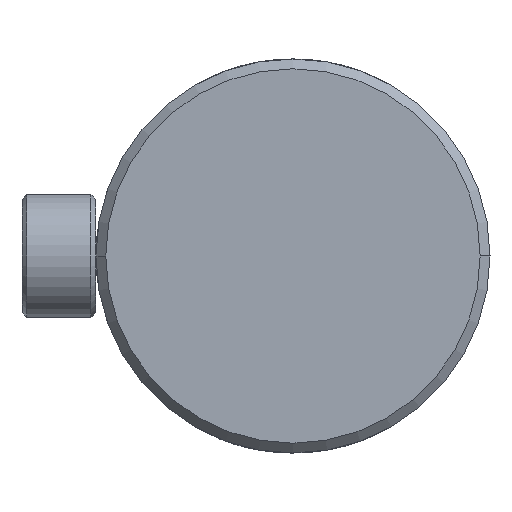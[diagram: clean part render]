
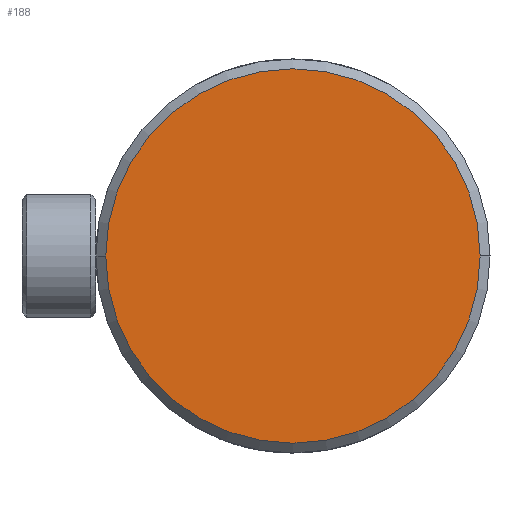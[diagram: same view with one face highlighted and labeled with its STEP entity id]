
A CAD part, left-side view. The second image highlights one B-rep face of the part: STEP entity #188.
In plain terms, the highlighted planar face has unit normal (-1, 0, 0).
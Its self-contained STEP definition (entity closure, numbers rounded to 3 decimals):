
#187 = CARTESIAN_POINT ( 'NONE',  ( -58., 0., 0. ) ) ;
#188 = ADVANCED_FACE ( 'NONE', ( #1876 ), #2884, .T. ) ;
#367 = AXIS2_PLACEMENT_3D ( 'NONE', #3703, #2560, #1022 ) ;
#501 = DIRECTION ( 'NONE',  ( 0., 1., 0. ) ) ;
#607 = CIRCLE ( 'NONE', #2172, 38. ) ;
#699 = DIRECTION ( 'NONE',  ( 0., -1., 0. ) ) ;
#913 = DIRECTION ( 'NONE',  ( -1., 0., 0. ) ) ;
#950 = EDGE_LOOP ( 'NONE', ( #2258, #2376 ) ) ;
#1022 = DIRECTION ( 'NONE',  ( 0., 1., 0. ) ) ;
#1876 = FACE_OUTER_BOUND ( 'NONE', #950, .T. ) ;
#1909 = EDGE_CURVE ( 'NONE', #3376, #2591, #2226, .T. ) ;
#2172 = AXIS2_PLACEMENT_3D ( 'NONE', #187, #2499, #501 ) ;
#2226 = CIRCLE ( 'NONE', #367, 38. ) ;
#2256 = AXIS2_PLACEMENT_3D ( 'NONE', #2340, #913, #699 ) ;
#2258 = ORIENTED_EDGE ( 'NONE', *, *, #1909, .F. ) ;
#2340 = CARTESIAN_POINT ( 'NONE',  ( -58., 0., 0. ) ) ;
#2376 = ORIENTED_EDGE ( 'NONE', *, *, #3658, .F. ) ;
#2499 = DIRECTION ( 'NONE',  ( 1., 0., 0. ) ) ;
#2560 = DIRECTION ( 'NONE',  ( 1., 0., 0. ) ) ;
#2591 = VERTEX_POINT ( 'NONE', #2935 ) ;
#2884 = PLANE ( 'NONE',  #2256 ) ;
#2935 = CARTESIAN_POINT ( 'NONE',  ( -58., -38., 0. ) ) ;
#3376 = VERTEX_POINT ( 'NONE', #4271 ) ;
#3658 = EDGE_CURVE ( 'NONE', #2591, #3376, #607, .T. ) ;
#3703 = CARTESIAN_POINT ( 'NONE',  ( -58., 0., 0. ) ) ;
#4271 = CARTESIAN_POINT ( 'NONE',  ( -58., 38., 0. ) ) ;
